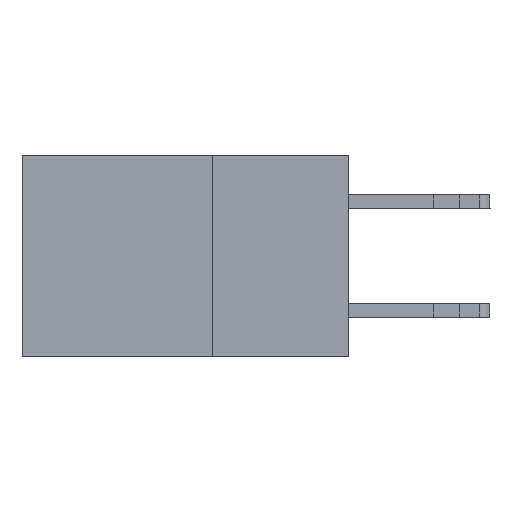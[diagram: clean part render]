
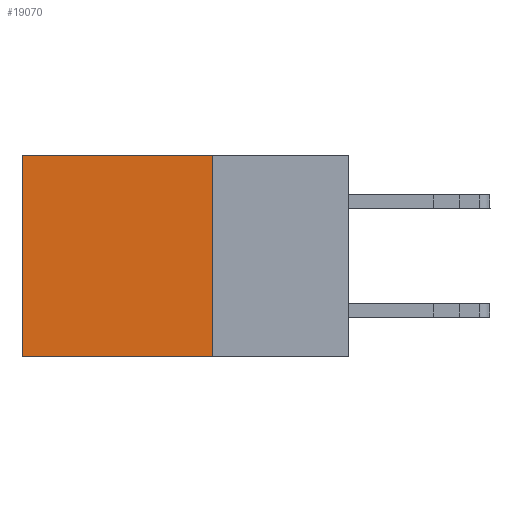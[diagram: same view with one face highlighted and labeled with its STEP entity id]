
A CAD part, left-side view. The second image highlights one B-rep face of the part: STEP entity #19070.
In plain terms, the highlighted planar face has unit normal (-1, 0, 0).
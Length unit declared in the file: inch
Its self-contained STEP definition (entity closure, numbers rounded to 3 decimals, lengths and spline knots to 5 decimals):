
#420 = CARTESIAN_POINT ( 'NONE',  ( 0.298, 0.6, -0.37 ) ) ;
#427 = VECTOR ( 'NONE', #4606, 39.37008 ) ;
#467 = EDGE_CURVE ( 'NONE', #18404, #17331, #19269, .T. ) ;
#1059 = DIRECTION ( 'NONE',  ( 0., 1., 0. ) ) ;
#1064 = CARTESIAN_POINT ( 'NONE',  ( 0.298, 0.6, 0. ) ) ;
#1564 = LINE ( 'NONE', #1064, #427 ) ;
#2605 = DIRECTION ( 'NONE',  ( 0., 1., 0. ) ) ;
#3493 = ORIENTED_EDGE ( 'NONE', *, *, #5585, .T. ) ;
#4469 = DIRECTION ( 'NONE',  ( 0., 0., -1. ) ) ;
#4606 = DIRECTION ( 'NONE',  ( 0., 0., -1. ) ) ;
#4774 = CARTESIAN_POINT ( 'NONE',  ( 0.298, 0.25, 0. ) ) ;
#5585 = EDGE_CURVE ( 'NONE', #18404, #18989, #13604, .T. ) ;
#6631 = ORIENTED_EDGE ( 'NONE', *, *, #10430, .F. ) ;
#9738 = ORIENTED_EDGE ( 'NONE', *, *, #467, .F. ) ;
#10045 = AXIS2_PLACEMENT_3D ( 'NONE', #13675, #20786, #4469 ) ;
#10430 = EDGE_CURVE ( 'NONE', #17331, #14272, #21556, .T. ) ;
#11293 = ORIENTED_EDGE ( 'NONE', *, *, #14018, .T. ) ;
#11849 = PLANE ( 'NONE',  #10045 ) ;
#11940 = VECTOR ( 'NONE', #1059, 39.37008 ) ;
#13604 = LINE ( 'NONE', #15443, #15844 ) ;
#13675 = CARTESIAN_POINT ( 'NONE',  ( 0.298, 0.25, 0. ) ) ;
#13984 = DIRECTION ( 'NONE',  ( 0., 0., -1. ) ) ;
#14018 = EDGE_CURVE ( 'NONE', #18989, #14272, #1564, .T. ) ;
#14272 = VERTEX_POINT ( 'NONE', #420 ) ;
#15443 = CARTESIAN_POINT ( 'NONE',  ( 0.298, 0.25, 0. ) ) ;
#15598 = VECTOR ( 'NONE', #13984, 39.37008 ) ;
#15844 = VECTOR ( 'NONE', #2605, 39.37008 ) ;
#17331 = VERTEX_POINT ( 'NONE', #21825 ) ;
#17515 = EDGE_LOOP ( 'NONE', ( #11293, #6631, #9738, #3493 ) ) ;
#18404 = VERTEX_POINT ( 'NONE', #20995 ) ;
#18989 = VERTEX_POINT ( 'NONE', #19205 ) ;
#19070 = ADVANCED_FACE ( 'NONE', ( #19916 ), #11849, .F. ) ;
#19205 = CARTESIAN_POINT ( 'NONE',  ( 0.298, 0.6, 0. ) ) ;
#19269 = LINE ( 'NONE', #4774, #15598 ) ;
#19916 = FACE_OUTER_BOUND ( 'NONE', #17515, .T. ) ;
#20786 = DIRECTION ( 'NONE',  ( 1., 0., 0. ) ) ;
#20995 = CARTESIAN_POINT ( 'NONE',  ( 0.298, 0.25, 0. ) ) ;
#21556 = LINE ( 'NONE', #22747, #11940 ) ;
#21825 = CARTESIAN_POINT ( 'NONE',  ( 0.298, 0.25, -0.37 ) ) ;
#22747 = CARTESIAN_POINT ( 'NONE',  ( 0.298, 0.25, -0.37 ) ) ;
